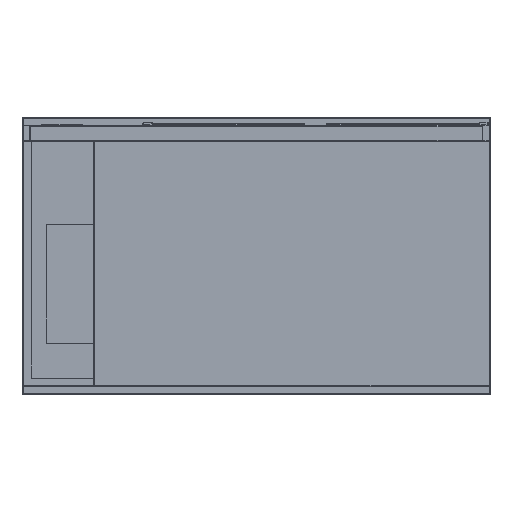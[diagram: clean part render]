
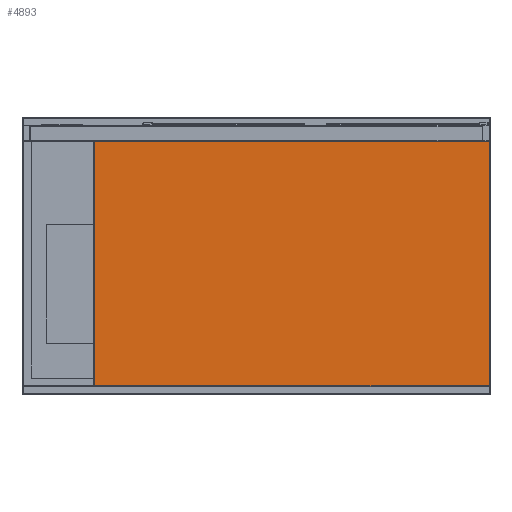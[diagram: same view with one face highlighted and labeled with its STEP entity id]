
A CAD part, front view. The second image highlights one B-rep face of the part: STEP entity #4893.
In plain terms, the highlighted planar face has unit normal (0, -1, 0).
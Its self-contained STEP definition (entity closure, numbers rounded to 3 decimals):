
#818 = FACE_OUTER_BOUND ( 'NONE', #8112, .T. ) ;
#1438 = LINE ( 'NONE', #7332, #16925 ) ;
#4210 = VECTOR ( 'NONE', #26780, 1000. ) ;
#4684 = VERTEX_POINT ( 'NONE', #17298 ) ;
#4893 = ADVANCED_FACE ( 'Fl�che8', ( #818 ), #30294, .T. ) ;
#5035 = EDGE_CURVE ( 'NONE', #4684, #24120, #17251, .T. ) ;
#7332 = CARTESIAN_POINT ( 'NONE',  ( -498., -380., -660. ) ) ;
#8035 = CARTESIAN_POINT ( 'NONE',  ( -498., -380., -42. ) ) ;
#8112 = EDGE_LOOP ( 'NONE', ( #28982, #10055, #17888, #30909 ) ) ;
#9615 = DIRECTION ( 'NONE',  ( 0., -1., 0. ) ) ;
#10055 = ORIENTED_EDGE ( 'NONE', *, *, #16242, .T. ) ;
#12477 = CARTESIAN_POINT ( 'NONE',  ( -500., -380., -660. ) ) ;
#14749 = CARTESIAN_POINT ( 'NONE',  ( 498., -380., -660. ) ) ;
#16242 = EDGE_CURVE ( 'NONE', #29970, #27035, #1438, .T. ) ;
#16680 = CARTESIAN_POINT ( 'NONE',  ( -498., -380., -658. ) ) ;
#16925 = VECTOR ( 'NONE', #19024, 1000. ) ;
#17251 = LINE ( 'NONE', #14749, #32714 ) ;
#17298 = CARTESIAN_POINT ( 'NONE',  ( 498., -380., -658. ) ) ;
#17888 = ORIENTED_EDGE ( 'NONE', *, *, #22582, .T. ) ;
#18199 = EDGE_CURVE ( 'NONE', #24120, #29970, #35402, .T. ) ;
#19024 = DIRECTION ( 'NONE',  ( 0., 0., -1. ) ) ;
#21284 = DIRECTION ( 'NONE',  ( 0., 0., -1. ) ) ;
#22582 = EDGE_CURVE ( 'NONE', #27035, #4684, #31493, .T. ) ;
#23367 = DIRECTION ( 'NONE',  ( 0., 0., 1. ) ) ;
#24120 = VERTEX_POINT ( 'NONE', #31271 ) ;
#24143 = AXIS2_PLACEMENT_3D ( 'NONE', #12477, #9615, #21284 ) ;
#26780 = DIRECTION ( 'NONE',  ( -1., 0., 0. ) ) ;
#27035 = VERTEX_POINT ( 'NONE', #16680 ) ;
#28982 = ORIENTED_EDGE ( 'NONE', *, *, #18199, .T. ) ;
#29495 = VECTOR ( 'NONE', #34189, 1000. ) ;
#29970 = VERTEX_POINT ( 'NONE', #8035 ) ;
#30294 = PLANE ( 'NONE',  #24143 ) ;
#30909 = ORIENTED_EDGE ( 'NONE', *, *, #5035, .T. ) ;
#31271 = CARTESIAN_POINT ( 'NONE',  ( 498., -380., -42. ) ) ;
#31493 = LINE ( 'NONE', #34567, #29495 ) ;
#32714 = VECTOR ( 'NONE', #23367, 1000. ) ;
#33617 = CARTESIAN_POINT ( 'NONE',  ( -500., -380., -42. ) ) ;
#34189 = DIRECTION ( 'NONE',  ( 1., 0., 0. ) ) ;
#34567 = CARTESIAN_POINT ( 'NONE',  ( -500., -380., -658. ) ) ;
#35402 = LINE ( 'NONE', #33617, #4210 ) ;
